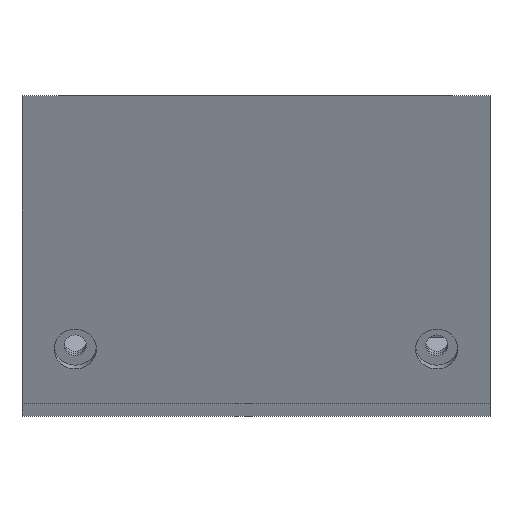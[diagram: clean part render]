
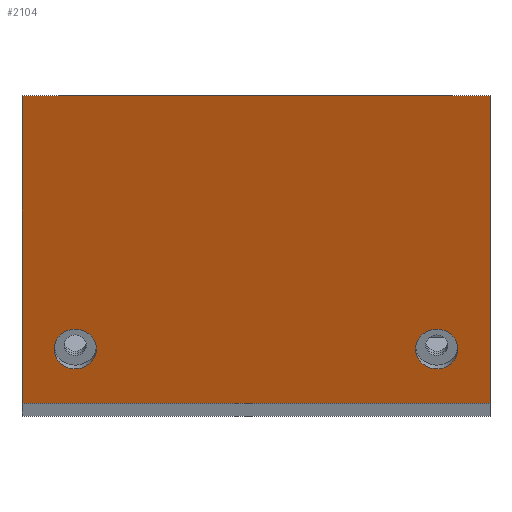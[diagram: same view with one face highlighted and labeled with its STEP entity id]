
A CAD part, front view. The second image highlights one B-rep face of the part: STEP entity #2104.
In plain terms, the highlighted planar face has unit normal (0, -0.94, -0.342).
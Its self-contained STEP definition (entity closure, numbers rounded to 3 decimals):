
#23=FACE_BOUND('',#287,.T.);
#24=FACE_BOUND('',#288,.T.);
#66=PLANE('',#2243);
#169=FACE_OUTER_BOUND('',#286,.T.);
#286=EDGE_LOOP('',(#1543,#1544,#1545,#1546));
#287=EDGE_LOOP('',(#1547));
#288=EDGE_LOOP('',(#1548));
#449=LINE('',#3038,#714);
#450=LINE('',#3040,#715);
#451=LINE('',#3042,#716);
#452=LINE('',#3043,#717);
#714=VECTOR('',#2465,10.);
#715=VECTOR('',#2466,10.);
#716=VECTOR('',#2467,10.);
#717=VECTOR('',#2468,10.);
#940=CIRCLE('',#2217,3.1);
#944=CIRCLE('',#2224,3.1);
#974=VERTEX_POINT('',#2938);
#978=VERTEX_POINT('',#2951);
#1006=VERTEX_POINT('',#3036);
#1007=VERTEX_POINT('',#3037);
#1008=VERTEX_POINT('',#3039);
#1009=VERTEX_POINT('',#3041);
#1172=EDGE_CURVE('',#974,#974,#940,.T.);
#1178=EDGE_CURVE('',#978,#978,#944,.T.);
#1219=EDGE_CURVE('',#1006,#1007,#449,.T.);
#1220=EDGE_CURVE('',#1008,#1007,#450,.T.);
#1221=EDGE_CURVE('',#1009,#1008,#451,.T.);
#1222=EDGE_CURVE('',#1009,#1006,#452,.T.);
#1543=ORIENTED_EDGE('',*,*,#1219,.T.);
#1544=ORIENTED_EDGE('',*,*,#1220,.F.);
#1545=ORIENTED_EDGE('',*,*,#1221,.F.);
#1546=ORIENTED_EDGE('',*,*,#1222,.T.);
#1547=ORIENTED_EDGE('',*,*,#1172,.T.);
#1548=ORIENTED_EDGE('',*,*,#1178,.T.);
#2104=ADVANCED_FACE('',(#169,#23,#24),#66,.T.);
#2217=AXIS2_PLACEMENT_3D('',#2939,#2372,#2373);
#2224=AXIS2_PLACEMENT_3D('',#2952,#2388,#2389);
#2243=AXIS2_PLACEMENT_3D('',#3035,#2463,#2464);
#2372=DIRECTION('center_axis',(0.,0.94,
0.342));
#2373=DIRECTION('ref_axis',(-1.,0.,0.));
#2388=DIRECTION('center_axis',(0.,0.94,
0.342));
#2389=DIRECTION('ref_axis',(1.,0.,0.));
#2463=DIRECTION('center_axis',(0.,-0.94,
-0.342));
#2464=DIRECTION('ref_axis',(0.,0.342,-0.94));
#2465=DIRECTION('',(1.,0.,0.));
#2466=DIRECTION('',(0.,0.342,-0.94));
#2467=DIRECTION('',(1.,0.,0.));
#2468=DIRECTION('',(0.,0.342,-0.94));
#2938=CARTESIAN_POINT('',(7.892,8.491,-30.566));
#2939=CARTESIAN_POINT('Origin',(4.792,8.491,-30.566));
#2951=CARTESIAN_POINT('',(54.608,8.491,-30.566));
#2952=CARTESIAN_POINT('Origin',(57.708,8.491,-30.566));
#3035=CARTESIAN_POINT('Origin',(14.125,-3.817,3.25));
#3036=CARTESIAN_POINT('',(-3.,11.389,-38.527));
#3037=CARTESIAN_POINT('',(65.5,11.389,-38.527));
#3038=CARTESIAN_POINT('',(-3.,11.389,-38.527));
#3039=CARTESIAN_POINT('',(65.5,-5.,6.5));
#3040=CARTESIAN_POINT('',(65.5,-2.634,0.));
#3041=CARTESIAN_POINT('',(-3.,-5.,6.5));
#3042=CARTESIAN_POINT('',(-3.,-5.,6.5));
#3043=CARTESIAN_POINT('',(-3.,2.69,-14.627));
